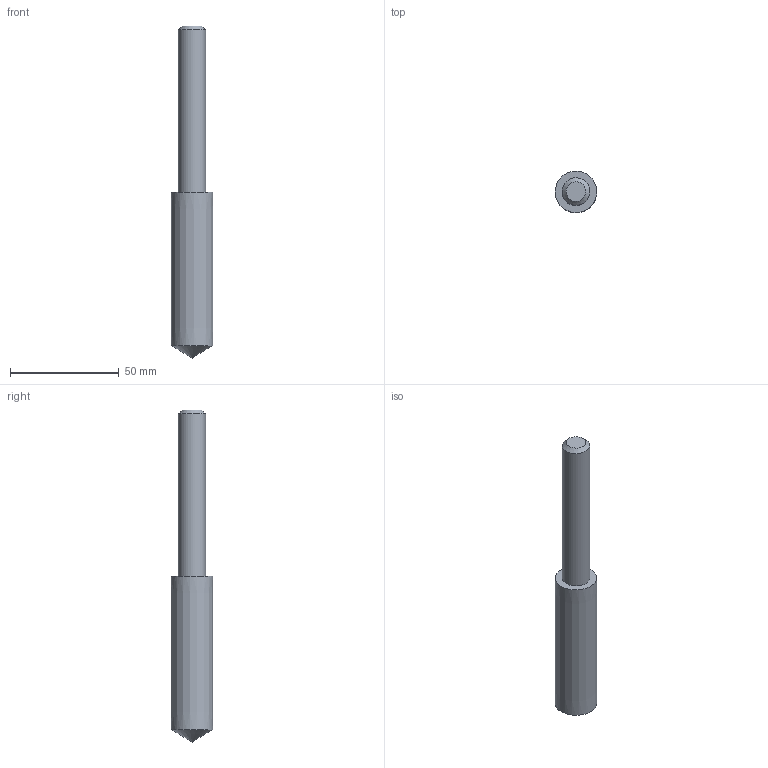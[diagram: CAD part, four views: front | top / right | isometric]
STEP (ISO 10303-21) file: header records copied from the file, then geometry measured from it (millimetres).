
FILE_DESCRIPTION(/* description */ ('341SD3/4'),/* implementation_level */ '2;1');
FILE_NAME(/* name */ 'CAPP~~210909121611~6481045~MOD~TM01_00~ISO~FR.STP',/* time_stamp */ '2021-09-09T12:16:59+02:00',/* author */ ('System'),/* organization */ ('Dormer Pramet'),/* preprocessor_version */ 'ST-DEVELOPER v16.7',/* originating_system */ 'SIEMENS PLM Software NX 12.0',/* authorisation */ '');
FILE_SCHEMA (('AUTOMOTIVE_DESIGN { 1 0 10303 214 3 1 1 1 }'));
Length unit declared in the file: millimetre
Products named in the file (1): CAPP~~210909121611~6481045~MOD~TM01_00~ISO~FR
Bounding box: 19 x 19 x 152.4 mm (x, y, z)
Volume: 30220.9 mm3; surface area: 8081.2 mm2
Topology: 2 solids, 2 shells, 8 faces, 14 edges, 11 vertices
Faces by surface type: cone 4, plane 3, cylinder 1
Full cylindrical faces by diameter (mm): 12.7 x1
Entity records: 229 total; most frequent: DIRECTION 36, CARTESIAN_POINT 36, AXIS2_PLACEMENT_3D 18, EDGE_LOOP 12, ORIENTED_EDGE 12, FACE_BOUND 10, ADVANCED_FACE 8, VERTEX_POINT 7
